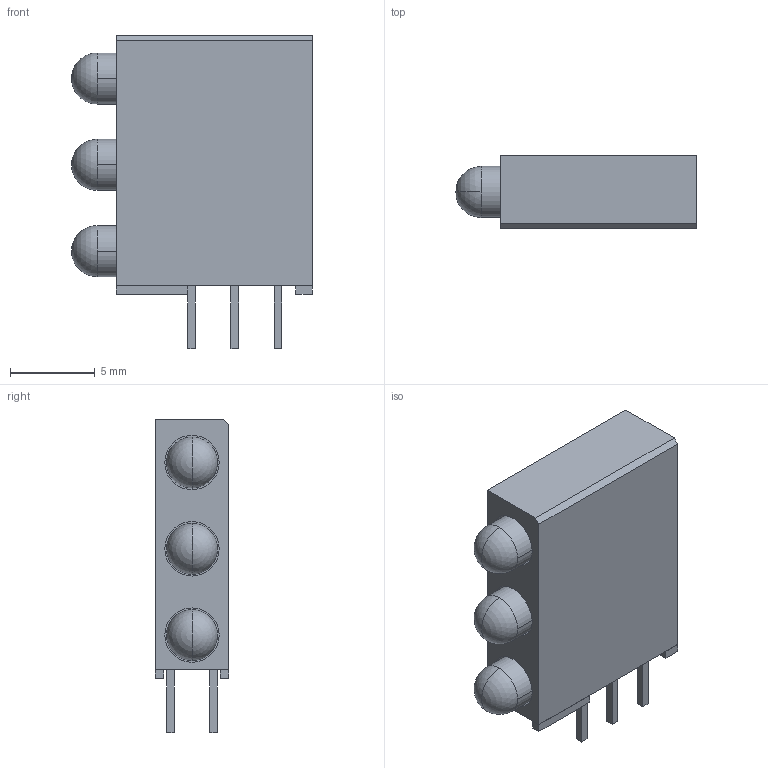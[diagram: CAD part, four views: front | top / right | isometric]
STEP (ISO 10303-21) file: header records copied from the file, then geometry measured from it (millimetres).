
FILE_DESCRIPTION((''),'2;1');
FILE_NAME('LED_DIALIGHT_564-0100-222F.stp','2010-04-26T16:42:03',(''),(''),'Mechanical Desktop 2010','Mechanical Desktop 2010',', , ');
FILE_SCHEMA(('AUTOMOTIVE_DESIGN { 1 2 10303 214 1 1 1 1 }'));
Length unit declared in the file: millimetre
Products named in the file (1): Product
Bounding box: 14.18 x 4.32 x 18.44 mm (x, y, z)
Volume: 783.2 mm3; surface area: 856.4 mm2
Topology: 17 solids, 17 shells, 97 faces, 192 edges, 126 vertices
Faces by surface type: plane 79, cylinder 12, sphere 6
Entity records: 2490 total; most frequent: DIRECTION 421, CARTESIAN_POINT 410, ORIENTED_EDGE 372, EDGE_CURVE 186, VECTOR 147, LINE 147, AXIS2_PLACEMENT_3D 137, VERTEX_POINT 126
